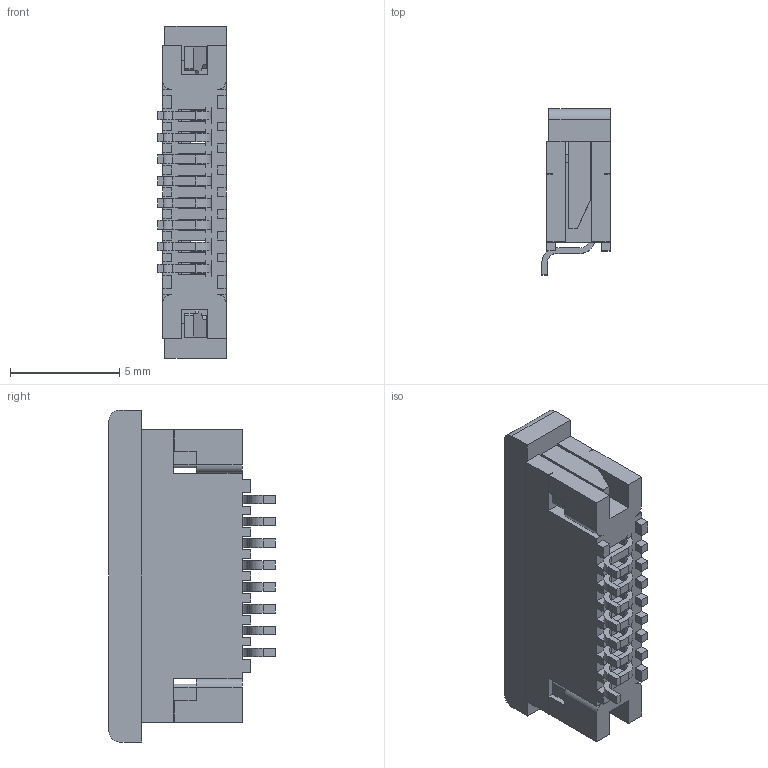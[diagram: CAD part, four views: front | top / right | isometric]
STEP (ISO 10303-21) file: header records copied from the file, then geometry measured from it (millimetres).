
FILE_DESCRIPTION(/* description */ (''),/* implementation_level */ '2;1');
FILE_NAME(/* name */ '5531-08-10-xx-Dummy.stp',/* time_stamp */ '2019-01-25T09:31:30+01:00',/* author */ ('andreas.larin'),/* organization */ (''),/* preprocessor_version */ 'ST-DEVELOPER v15.6',/* originating_system */ 'Autodesk Inventor 2015',/* authorisation */ '');
FILE_SCHEMA (('AUTOMOTIVE_DESIGN { 1 0 10303 214 3 1 1 }'));
Length unit declared in the file: centimetre
Products named in the file (1): 5531-08-10-xx-Dummy
Bounding box: 3.12 x 7.61 x 15.2 mm (x, y, z)
Volume: 202.2 mm3; surface area: 731.1 mm2
Topology: 1 solids, 1 shells, 697 faces, 2107 edges, 1360 vertices
Faces by surface type: plane 575, cylinder 122
Entity records: 23505 total; most frequent: ORIENTED_EDGE 4230, CARTESIAN_POINT 4181, DIRECTION 3803, EDGE_CURVE 2115, LINE 1823, VECTOR 1823, VERTEX_POINT 1368, AXIS2_PLACEMENT_3D 990
